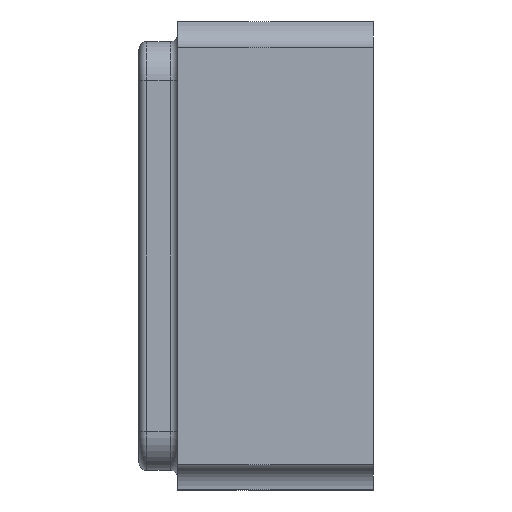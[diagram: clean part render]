
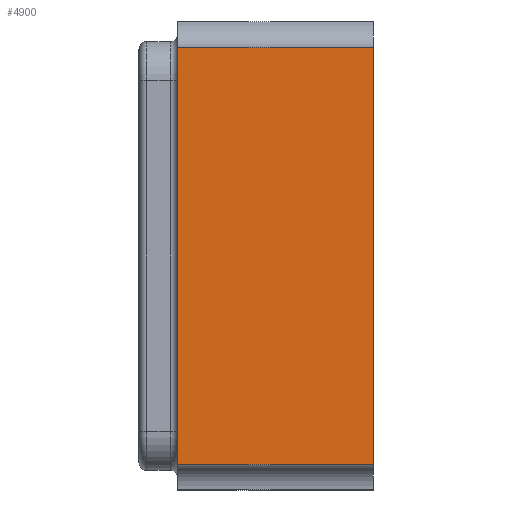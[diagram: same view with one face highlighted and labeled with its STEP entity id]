
A CAD part, left-side view. The second image highlights one B-rep face of the part: STEP entity #4900.
In plain terms, the highlighted planar face has unit normal (-1, 0, 0).
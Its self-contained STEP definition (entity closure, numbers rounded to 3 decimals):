
#43 = VECTOR ( 'NONE', #581, 1000. ) ;
#103 = AXIS2_PLACEMENT_3D ( 'NONE', #3679, #3680, #3681 ) ;
#111 = FACE_OUTER_BOUND ( 'NONE', #2643, .T. ) ;
#579 = LINE ( 'NONE', #580, #43 ) ;
#580 = CARTESIAN_POINT ( 'NONE',  ( -0.8, 0.25, -0.535 ) ) ;
#581 = DIRECTION ( 'NONE',  ( 0., 0., 1. ) ) ;
#2608 = ORIENTED_EDGE ( 'NONE', *, *, #4949, .F. ) ;
#2643 = EDGE_LOOP ( 'NONE', ( #2760, #2608, #2762, #2766 ) ) ;
#2707 = VERTEX_POINT ( 'NONE', #4166 ) ;
#2760 = ORIENTED_EDGE ( 'NONE', *, *, #4925, .T. ) ;
#2762 = ORIENTED_EDGE ( 'NONE', *, *, #4913, .F. ) ;
#2766 = ORIENTED_EDGE ( 'NONE', *, *, #4939, .T. ) ;
#2798 = VERTEX_POINT ( 'NONE', #4205 ) ;
#2827 = VERTEX_POINT ( 'NONE', #4216 ) ;
#2895 = VERTEX_POINT ( 'NONE', #4242 ) ;
#3249 = VECTOR ( 'NONE', #3856, 1000. ) ;
#3252 = VECTOR ( 'NONE', #3507, 1000. ) ;
#3298 = VECTOR ( 'NONE', #5691, 1000. ) ;
#3505 = LINE ( 'NONE', #3506, #3252 ) ;
#3506 = CARTESIAN_POINT ( 'NONE',  ( -0.8, 0.25, -0.535 ) ) ;
#3507 = DIRECTION ( 'NONE',  ( 0., -1., 0. ) ) ;
#3678 = PLANE ( 'NONE',  #103 ) ;
#3679 = CARTESIAN_POINT ( 'NONE',  ( -0.8, 0.25, -0.535 ) ) ;
#3680 = DIRECTION ( 'NONE',  ( 1., 0., 0. ) ) ;
#3681 = DIRECTION ( 'NONE',  ( 0., 0., -1. ) ) ;
#3854 = LINE ( 'NONE', #3855, #3249 ) ;
#3855 = CARTESIAN_POINT ( 'NONE',  ( -0.8, 0.25, 0.535 ) ) ;
#3856 = DIRECTION ( 'NONE',  ( 0., -1., 0. ) ) ;
#4166 = CARTESIAN_POINT ( 'NONE',  ( -0.8, -0.25, -0.535 ) ) ;
#4205 = CARTESIAN_POINT ( 'NONE',  ( -0.8, 0.25, 0.535 ) ) ;
#4216 = CARTESIAN_POINT ( 'NONE',  ( -0.8, 0.25, -0.535 ) ) ;
#4242 = CARTESIAN_POINT ( 'NONE',  ( -0.8, -0.25, 0.535 ) ) ;
#4900 = ADVANCED_FACE ( 'NONE', ( #111 ), #3678, .F. ) ;
#4913 = EDGE_CURVE ( 'NONE', #2827, #2798, #579, .T. ) ;
#4925 = EDGE_CURVE ( 'NONE', #2707, #2895, #5689, .T. ) ;
#4939 = EDGE_CURVE ( 'NONE', #2827, #2707, #3505, .T. ) ;
#4949 = EDGE_CURVE ( 'NONE', #2798, #2895, #3854, .T. ) ;
#5689 = LINE ( 'NONE', #5690, #3298 ) ;
#5690 = CARTESIAN_POINT ( 'NONE',  ( -0.8, -0.25, -0.535 ) ) ;
#5691 = DIRECTION ( 'NONE',  ( 0., 0., 1. ) ) ;
